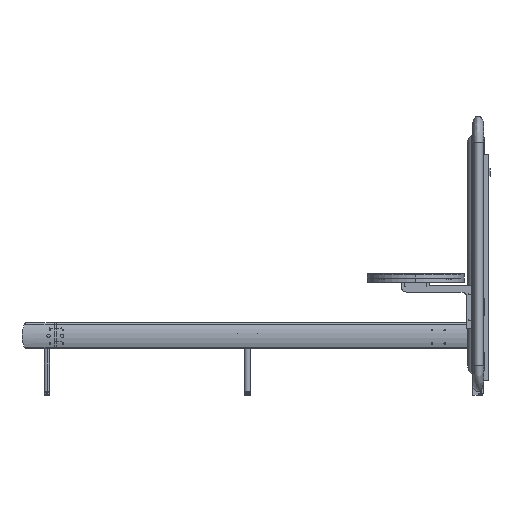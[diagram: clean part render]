
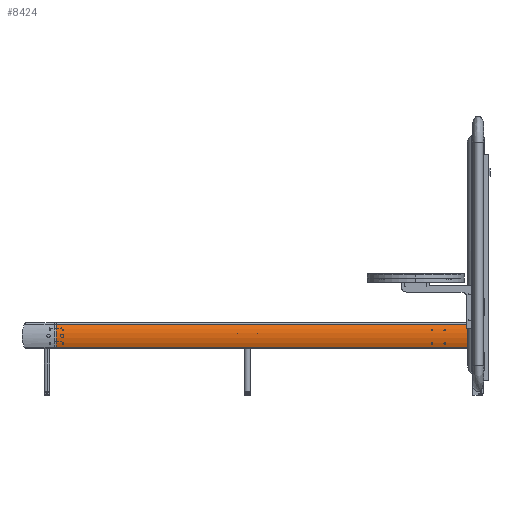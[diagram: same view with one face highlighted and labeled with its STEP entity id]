
A CAD part, left-side view. The second image highlights one B-rep face of the part: STEP entity #8424.
In plain terms, the highlighted cylindrical face has radius 136 mm (diameter 272 mm), a partial arc.
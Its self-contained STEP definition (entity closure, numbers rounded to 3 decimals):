
#7303=CARTESIAN_POINT('Vertex',(-935.834,887.,6.032)) ;
#7306=CARTESIAN_POINT('Axis2P3D Location',(-811.,887.,60.)) ;
#7310=CARTESIAN_POINT('Vertex',(-935.834,887.,113.968)) ;
#8386=CARTESIAN_POINT('Vertex',(-935.834,-1047.,113.968)) ;
#8389=CARTESIAN_POINT('Line Origine',(-935.834,-80.61,113.968)) ;
#8401=CARTESIAN_POINT('Axis2P3D Location',(-811.,-80.61,60.)) ;
#8406=CARTESIAN_POINT('Axis2P3D Location',(-811.,-1047.,60.)) ;
#8410=CARTESIAN_POINT('Vertex',(-935.834,-1047.,6.032)) ;
#8413=CARTESIAN_POINT('Line Origine',(-935.834,-80.61,6.032)) ;
#7307=DIRECTION('Axis2P3D Direction',(0.,-1.,0.)) ;
#8390=DIRECTION('Vector Direction',(0.,1.,0.)) ;
#8402=DIRECTION('Axis2P3D Direction',(0.,1.,-0.)) ;
#8403=DIRECTION('Axis2P3D XDirection',(-0.918,0.,-0.397)) ;
#8407=DIRECTION('Axis2P3D Direction',(0.,1.,-0.)) ;
#8414=DIRECTION('Vector Direction',(0.,1.,0.)) ;
#7308=AXIS2_PLACEMENT_3D('Circle Axis2P3D',#7306,#7307,$) ;
#8404=AXIS2_PLACEMENT_3D('Cylinder Axis2P3D',#8401,#8402,#8403) ;
#8408=AXIS2_PLACEMENT_3D('Circle Axis2P3D',#8406,#8407,$) ;
#8419=ORIENTED_EDGE('',*,*,#8412,.F.) ;
#8420=ORIENTED_EDGE('',*,*,#8393,.F.) ;
#8421=ORIENTED_EDGE('',*,*,#7312,.F.) ;
#8422=ORIENTED_EDGE('',*,*,#8417,.T.) ;
#8391=VECTOR('Line Direction',#8390,1.) ;
#8415=VECTOR('Line Direction',#8414,1.) ;
#8424=ADVANCED_FACE('Body.3',(#8423),#8405,.T.) ;
#7309=CIRCLE('generated circle',#7308,136.) ;
#8409=CIRCLE('generated circle',#8408,136.) ;
#8405=CYLINDRICAL_SURFACE('generated cylinder',#8404,136.) ;
#7312=EDGE_CURVE('',#7304,#7311,#7309,.F.) ;
#8393=EDGE_CURVE('',#7311,#8387,#8392,.F.) ;
#8412=EDGE_CURVE('',#8387,#8411,#8409,.F.) ;
#8417=EDGE_CURVE('',#7304,#8411,#8416,.F.) ;
#8418=EDGE_LOOP('',(#8419,#8420,#8421,#8422)) ;
#8423=FACE_OUTER_BOUND('',#8418,.T.) ;
#8392=LINE('Line',#8389,#8391) ;
#8416=LINE('Line',#8413,#8415) ;
#7304=VERTEX_POINT('',#7303) ;
#7311=VERTEX_POINT('',#7310) ;
#8387=VERTEX_POINT('',#8386) ;
#8411=VERTEX_POINT('',#8410) ;
